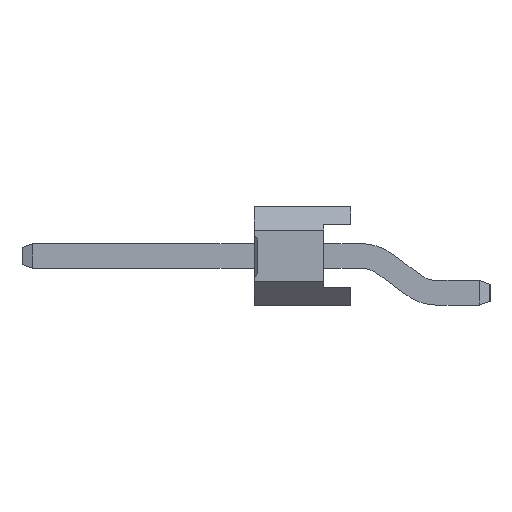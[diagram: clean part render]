
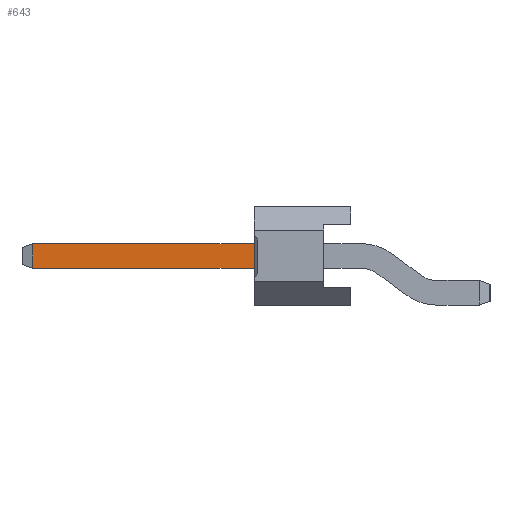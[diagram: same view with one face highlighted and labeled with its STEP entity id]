
A CAD part, left-side view. The second image highlights one B-rep face of the part: STEP entity #643.
In plain terms, the highlighted planar face has unit normal (-1, 0, 0).
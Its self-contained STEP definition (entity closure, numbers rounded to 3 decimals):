
#643=ADVANCED_FACE('',(#3949),#3951,.T.);
#3949=FACE_BOUND('',#3950,.T.);
#3950=EDGE_LOOP('',(#6682,#6683,#6684,#6685));
#3951=PLANE('',#3952);
#3952=AXIS2_PLACEMENT_3D('',#3953,#3954,#3955);
#3953=CARTESIAN_POINT('',(-0.32,-0.85,0.));
#3954=DIRECTION('',(-1.,0.,0.));
#3955=DIRECTION('',(0.,0.,1.));
#6682=ORIENTED_EDGE('',*,*,#8162,.F.);
#6683=ORIENTED_EDGE('',*,*,#8462,.T.);
#6684=ORIENTED_EDGE('',*,*,#8463,.F.);
#6685=ORIENTED_EDGE('',*,*,#8464,.F.);
#8162=EDGE_CURVE('',#9223,#9225,#9226,.T.);
#8462=EDGE_CURVE('',#9223,#9743,#9745,.T.);
#8463=EDGE_CURVE('',#9746,#9743,#9747,.T.);
#8464=EDGE_CURVE('',#9225,#9746,#9748,.T.);
#9223=VERTEX_POINT('',#11001);
#9225=VERTEX_POINT('',#11005);
#9226=LINE('',#11006,#11007);
#9743=VERTEX_POINT('',#12121);
#9745=LINE('',#12125,#12126);
#9746=VERTEX_POINT('',#12128);
#9747=LINE('',#12129,#12130);
#9748=LINE('',#12132,#12133);
#11001=CARTESIAN_POINT('',(-0.32,5.25,1.59));
#11005=CARTESIAN_POINT('',(-0.32,5.25,0.95));
#11006=CARTESIAN_POINT('',(-0.32,5.25,1.59));
#11007=VECTOR('',#11008,1.);
#11008=DIRECTION('',(0.,0.,-1.));
#12121=CARTESIAN_POINT('',(-0.32,10.975,1.59));
#12125=CARTESIAN_POINT('',(-0.32,5.25,1.59));
#12126=VECTOR('',#12127,1.);
#12127=DIRECTION('',(0.,1.,0.));
#12128=CARTESIAN_POINT('',(-0.32,10.975,0.95));
#12129=CARTESIAN_POINT('',(-0.32,10.975,0.95));
#12130=VECTOR('',#12131,1.);
#12131=DIRECTION('',(0.,0.,1.));
#12132=CARTESIAN_POINT('',(-0.32,5.25,0.95));
#12133=VECTOR('',#12134,1.);
#12134=DIRECTION('',(0.,1.,0.));
